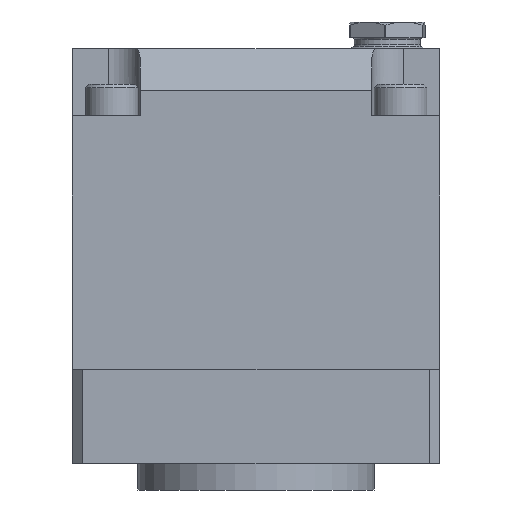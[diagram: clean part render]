
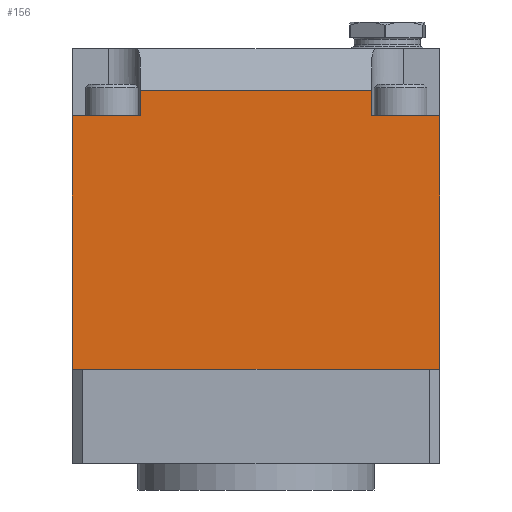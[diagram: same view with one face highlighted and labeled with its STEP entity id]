
A CAD part, left-side view. The second image highlights one B-rep face of the part: STEP entity #156.
In plain terms, the highlighted planar face has unit normal (-1, 0, 0).
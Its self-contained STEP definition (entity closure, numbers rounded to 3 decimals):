
#156=ADVANCED_FACE('',(#286),#235,.F.);
#235=PLANE('',#1413);
#286=FACE_OUTER_BOUND('',#356,.T.);
#356=EDGE_LOOP('',(#530,#531,#532,#533,#534,#535,#536,#537));
#530=ORIENTED_EDGE('',*,*,#1002,.T.);
#531=ORIENTED_EDGE('',*,*,#1003,.T.);
#532=ORIENTED_EDGE('',*,*,#1004,.T.);
#533=ORIENTED_EDGE('',*,*,#955,.T.);
#534=ORIENTED_EDGE('',*,*,#995,.F.);
#535=ORIENTED_EDGE('',*,*,#1005,.F.);
#536=ORIENTED_EDGE('',*,*,#989,.T.);
#537=ORIENTED_EDGE('',*,*,#939,.T.);
#813=VERTEX_POINT('',#1896);
#814=VERTEX_POINT('',#1898);
#826=VERTEX_POINT('',#1924);
#829=VERTEX_POINT('',#1930);
#855=VERTEX_POINT('',#1997);
#858=VERTEX_POINT('',#2006);
#860=VERTEX_POINT('',#2020);
#861=VERTEX_POINT('',#2022);
#939=EDGE_CURVE('',#814,#813,#1124,.T.);
#955=EDGE_CURVE('',#826,#829,#1137,.T.);
#989=EDGE_CURVE('',#855,#814,#1167,.T.);
#995=EDGE_CURVE('',#858,#829,#1173,.T.);
#1002=EDGE_CURVE('',#813,#860,#1180,.T.);
#1003=EDGE_CURVE('',#860,#861,#1181,.T.);
#1004=EDGE_CURVE('',#861,#826,#1182,.T.);
#1005=EDGE_CURVE('',#855,#858,#1183,.T.);
#1124=LINE('',#1897,#1260);
#1137=LINE('',#1931,#1273);
#1167=LINE('',#1996,#1303);
#1173=LINE('',#2007,#1309);
#1180=LINE('',#2019,#1316);
#1181=LINE('',#2021,#1317);
#1182=LINE('',#2023,#1318);
#1183=LINE('',#2024,#1319);
#1260=VECTOR('',#1520,1.);
#1273=VECTOR('',#1543,1.);
#1303=VECTOR('',#1593,1.);
#1309=VECTOR('',#1601,1.);
#1316=VECTOR('',#1616,1.);
#1317=VECTOR('',#1617,1.);
#1318=VECTOR('',#1618,1.);
#1319=VECTOR('',#1619,1.);
#1413=AXIS2_PLACEMENT_3D('',#2025,#1620,#1621);
#1520=DIRECTION('',(0.,1.,0.));
#1543=DIRECTION('',(0.,1.,0.));
#1593=DIRECTION('',(0.,0.,1.));
#1601=DIRECTION('',(0.,0.,1.));
#1616=DIRECTION('',(0.,0.,1.));
#1617=DIRECTION('',(0.,1.,0.));
#1618=DIRECTION('',(0.,0.,-1.));
#1619=DIRECTION('',(0.,1.,0.));
#1620=DIRECTION('',(1.,0.,0.));
#1621=DIRECTION('',(0.,0.,-1.));
#1896=CARTESIAN_POINT('',(-28.,-22.,66.2));
#1897=CARTESIAN_POINT('',(-28.,-37.,66.2));
#1898=CARTESIAN_POINT('',(-28.,-35.,66.2));
#1924=CARTESIAN_POINT('',(-28.,22.,66.2));
#1930=CARTESIAN_POINT('',(-28.,35.,66.2));
#1931=CARTESIAN_POINT('',(-28.,-37.,66.2));
#1996=CARTESIAN_POINT('',(-28.,-35.,79.));
#1997=CARTESIAN_POINT('',(-28.,-35.,18.));
#2006=CARTESIAN_POINT('',(-28.,35.,18.));
#2007=CARTESIAN_POINT('',(-28.,35.,79.));
#2019=CARTESIAN_POINT('',(-28.,-22.,79.));
#2020=CARTESIAN_POINT('',(-28.,-22.,71.));
#2021=CARTESIAN_POINT('',(-28.,22.,71.));
#2022=CARTESIAN_POINT('',(-28.,22.,71.));
#2023=CARTESIAN_POINT('',(-28.,22.,79.));
#2024=CARTESIAN_POINT('',(-28.,-37.,18.));
#2025=CARTESIAN_POINT('',(-28.,-37.,79.));
